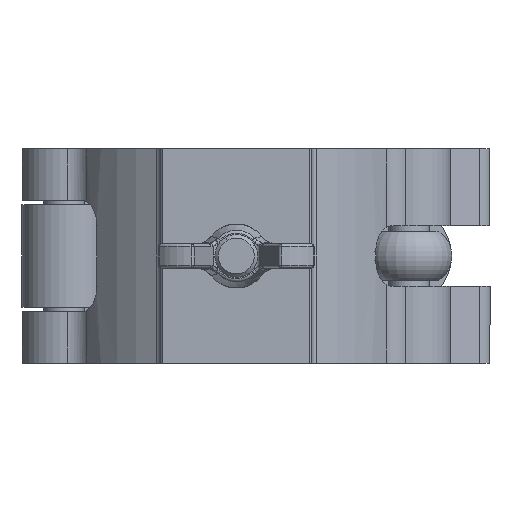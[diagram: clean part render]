
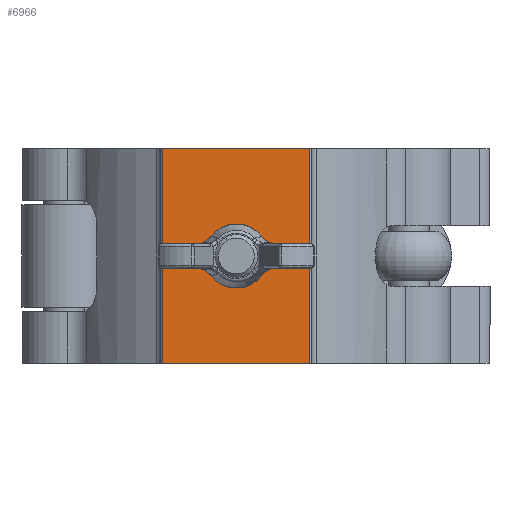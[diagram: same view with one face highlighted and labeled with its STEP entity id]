
A CAD part, front view. The second image highlights one B-rep face of the part: STEP entity #6966.
In plain terms, the highlighted planar face has unit normal (0, -1, 0).
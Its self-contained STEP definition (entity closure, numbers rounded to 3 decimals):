
#127 = DIRECTION ( 'NONE',  ( 0., 0., 1. ) ) ;
#316 = DIRECTION ( 'NONE',  ( 0., 0., 1. ) ) ;
#345 = DIRECTION ( 'NONE',  ( 1., 0., 0. ) ) ;
#368 = CARTESIAN_POINT ( 'NONE',  ( -17.1, 0., -24.95 ) ) ;
#611 = VERTEX_POINT ( 'NONE', #665 ) ;
#665 = CARTESIAN_POINT ( 'NONE',  ( 17.1, 0., 24.95 ) ) ;
#710 = CIRCLE ( 'NONE', #4096, 6.35 ) ;
#1151 = CARTESIAN_POINT ( 'NONE',  ( -17.1, 0., 24.95 ) ) ;
#1319 = EDGE_CURVE ( 'NONE', #14449, #3662, #15997, .T. ) ;
#2118 = ORIENTED_EDGE ( 'NONE', *, *, #5664, .F. ) ;
#2576 = DIRECTION ( 'NONE',  ( 0., 0., -1. ) ) ;
#2664 = CARTESIAN_POINT ( 'NONE',  ( 17.1, 0., 24.95 ) ) ;
#3336 = CARTESIAN_POINT ( 'NONE',  ( 0., 0., 6.35 ) ) ;
#3662 = VERTEX_POINT ( 'NONE', #368 ) ;
#3819 = FACE_BOUND ( 'NONE', #14874, .T. ) ;
#3975 = DIRECTION ( 'NONE',  ( 0., 0., -1. ) ) ;
#4006 = AXIS2_PLACEMENT_3D ( 'NONE', #7162, #7845, #316 ) ;
#4062 = PLANE ( 'NONE',  #6395 ) ;
#4096 = AXIS2_PLACEMENT_3D ( 'NONE', #16006, #5793, #9621 ) ;
#4274 = LINE ( 'NONE', #6566, #12871 ) ;
#5505 = EDGE_CURVE ( 'NONE', #9968, #13183, #710, .T. ) ;
#5640 = DIRECTION ( 'NONE',  ( 1., 0., 0. ) ) ;
#5664 = EDGE_CURVE ( 'NONE', #611, #11700, #12362, .T. ) ;
#5793 = DIRECTION ( 'NONE',  ( 0., 1., 0. ) ) ;
#6395 = AXIS2_PLACEMENT_3D ( 'NONE', #2664, #14939, #127 ) ;
#6566 = CARTESIAN_POINT ( 'NONE',  ( 17.1, 0., -24.95 ) ) ;
#6966 = ADVANCED_FACE ( 'NONE', ( #3819, #10003 ), #4062, .F. ) ;
#7162 = CARTESIAN_POINT ( 'NONE',  ( 0., 0., 0. ) ) ;
#7182 = ORIENTED_EDGE ( 'NONE', *, *, #9259, .F. ) ;
#7845 = DIRECTION ( 'NONE',  ( 0., 1., 0. ) ) ;
#8250 = LINE ( 'NONE', #15376, #10608 ) ;
#8755 = CARTESIAN_POINT ( 'NONE',  ( 17.1, 0., -24.95 ) ) ;
#8945 = ORIENTED_EDGE ( 'NONE', *, *, #1319, .T. ) ;
#9259 = EDGE_CURVE ( 'NONE', #14449, #611, #8250, .T. ) ;
#9621 = DIRECTION ( 'NONE',  ( 0., 0., 1. ) ) ;
#9846 = CARTESIAN_POINT ( 'NONE',  ( -17.1, 0., 24.95 ) ) ;
#9867 = CARTESIAN_POINT ( 'NONE',  ( 0., 0., -6.35 ) ) ;
#9968 = VERTEX_POINT ( 'NONE', #3336 ) ;
#10003 = FACE_OUTER_BOUND ( 'NONE', #10465, .T. ) ;
#10401 = VECTOR ( 'NONE', #2576, 1000. ) ;
#10465 = EDGE_LOOP ( 'NONE', ( #13146, #2118, #7182, #8945 ) ) ;
#10608 = VECTOR ( 'NONE', #5640, 1000. ) ;
#11364 = VECTOR ( 'NONE', #3975, 1000. ) ;
#11700 = VERTEX_POINT ( 'NONE', #8755 ) ;
#11805 = EDGE_CURVE ( 'NONE', #3662, #11700, #4274, .T. ) ;
#12044 = ORIENTED_EDGE ( 'NONE', *, *, #5505, .T. ) ;
#12362 = LINE ( 'NONE', #14933, #11364 ) ;
#12836 = CIRCLE ( 'NONE', #4006, 6.35 ) ;
#12871 = VECTOR ( 'NONE', #345, 1000. ) ;
#13146 = ORIENTED_EDGE ( 'NONE', *, *, #11805, .T. ) ;
#13183 = VERTEX_POINT ( 'NONE', #9867 ) ;
#13510 = ORIENTED_EDGE ( 'NONE', *, *, #14722, .T. ) ;
#14449 = VERTEX_POINT ( 'NONE', #1151 ) ;
#14722 = EDGE_CURVE ( 'NONE', #13183, #9968, #12836, .T. ) ;
#14874 = EDGE_LOOP ( 'NONE', ( #12044, #13510 ) ) ;
#14933 = CARTESIAN_POINT ( 'NONE',  ( 17.1, 0., 24.95 ) ) ;
#14939 = DIRECTION ( 'NONE',  ( 0., 1., 0. ) ) ;
#15376 = CARTESIAN_POINT ( 'NONE',  ( 17.1, 0., 24.95 ) ) ;
#15997 = LINE ( 'NONE', #9846, #10401 ) ;
#16006 = CARTESIAN_POINT ( 'NONE',  ( 0., 0., 0. ) ) ;
